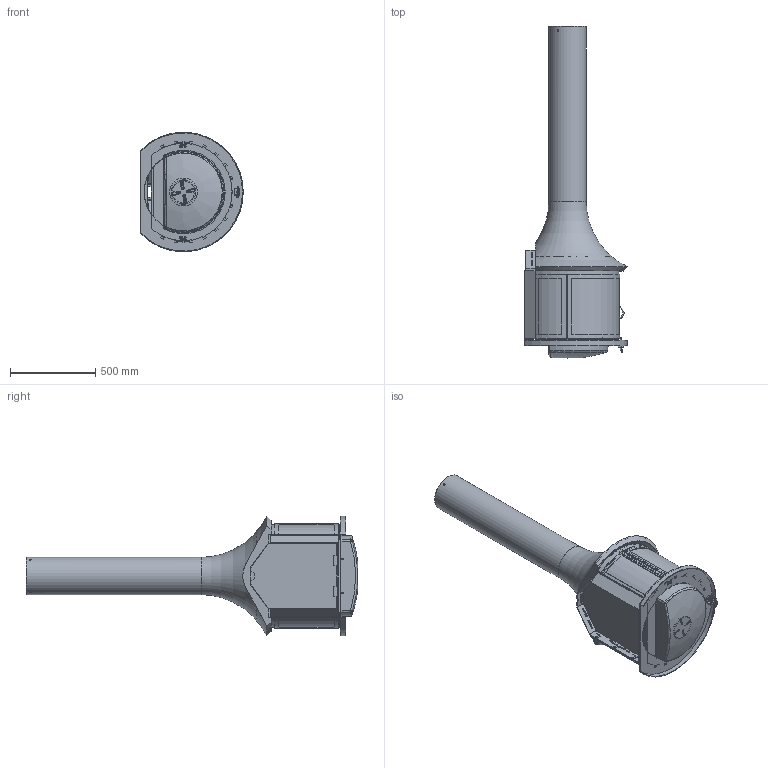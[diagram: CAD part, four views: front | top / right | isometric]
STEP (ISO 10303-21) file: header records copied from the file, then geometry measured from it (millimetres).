
FILE_DESCRIPTION(('STEP AP214'),'1');
FILE_NAME('.stp','2017-01-09T15:26:27',(' '),(' '),'Spatial InterOp 3D',' ',' ');
FILE_SCHEMA(('automotive_design'));
Length unit declared in the file: millimetre
Products named in the file (81): 998 ens ch murale0; 998 ens ch murale1; 998 ens ch murale2; 998 ens ch murale3; 998 ens ch murale4; 998 ens ch murale5; 998 ens ch murale6; 998 ens ch murale7; 998 ens ch murale8; 998 ens ch murale9; 998 ens ch murale10; 998 ens ch murale11; 998 ens ch murale12; 998 ens ch murale13; 998 ens ch murale14; 998 ens ch murale15; 998 ens ch murale16; 998 ens ch murale17; 998 ens ch murale18; 998 ens ch murale19; 998 ens ch murale20; 998 ens ch murale21; 998 ens ch murale22; 998 ens ch murale23; 998 ens ch murale24; 998 ens ch murale25; 998 ens ch murale26; 998 ens ch murale27; 998 ens ch murale28; 998 ens ch murale29; 998 ens ch murale30; 998 ens ch murale31; 998 ens ch murale32; 998 ens ch murale33; 998 ens ch murale34; 998 ens ch murale35; 998 ens ch murale36; 998 ens ch murale37; 998 ens ch murale38; 998 ens ch murale39 ...
Assembly tree (82 placements, depth 3):
  (unnamed)
    998 ens ch murale0
    998 ens ch murale1
    998 ens ch murale2
    998 ens ch murale3
    998 ens ch murale4
    998 ens ch murale5
    998 ens ch murale6
    998 ens ch murale7
    998 ens ch murale8
    998 ens ch murale9
    998 ens ch murale10
    998 ens ch murale11
    998 ens ch murale12
    998 ens ch murale13
    998 ens ch murale14
    998 ens ch murale15
    998 ens ch murale16
    998 ens ch murale17
    998 ens ch murale18
    998 ens ch murale19
    998 ens ch murale20
    998 ens ch murale21
    998 ens ch murale22
    998 ens ch murale23
    998 ens ch murale24
    998 ens ch murale25
    998 ens ch murale26
    998 ens ch murale27
    998 ens ch murale28
    998 ens ch murale29
    998 ens ch murale30
    998 ens ch murale31
    998 ens ch murale32
    998 ens ch murale33
    998 ens ch murale34
    998 ens ch murale35
    998 ens ch murale36
    998 ens ch murale37
    998 ens ch murale38
    998 ens ch murale39
    998 ens ch murale40
    998 ens ch murale41
    998 ens ch murale42
    998 ens ch murale43
    998 ens ch murale44
    998 ens ch murale45
      998 ens ch murale45
      998 ens ch murale45
    998 ens ch murale46
    998 ens ch murale47
      998 ens ch murale47
      998 ens ch murale47
    998 ens ch murale48
    998 ens ch murale49
    998 ens ch murale50
    998 ens ch murale51
    998 ens ch murale52
    998 ens ch murale53
    998 ens ch murale54
Bounding box: 600 x 1944.24 x 699.14 mm (x, y, z)
Volume: 15247200.8 mm3; surface area: 7291791.9 mm2
Topology: 78 solids, 78 shells, 3848 faces, 9588 edges, 5754 vertices
Faces by surface type: plane 1205, cylinder 896, bspline 806, cone 302, torus 228, sphere 184, revolution 115, extrusion 112
Full cylindrical faces by diameter (mm): 4 x24, 4.2 x3, 5 x6, 5.5 x12, 5.8 x4, 6 x22, 8 x4, 8.4 x1, 8.5 x2, 10 x8, 213.1 x1, 219.1 x1, 459.999 x1
Entity records: 224595 total; most frequent: CARTESIAN_POINT 111640, ORIENTED_EDGE 18308, DIRECTION 13786, EDGE_CURVE 9154, VERTEX_POINT 5665, AXIS2_PLACEMENT_3D 4930, EDGE_LOOP 4251, FACE_OUTER_BOUND 3914
